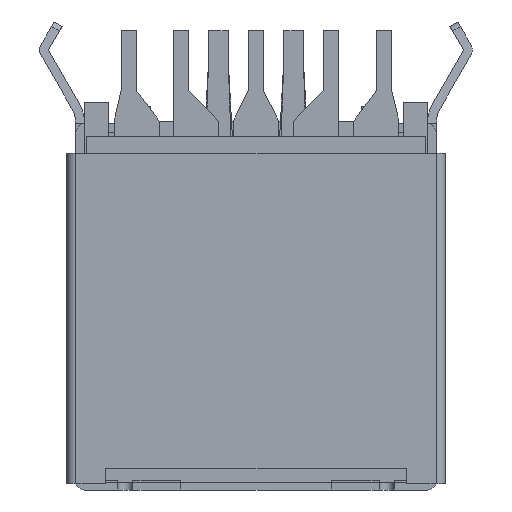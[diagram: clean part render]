
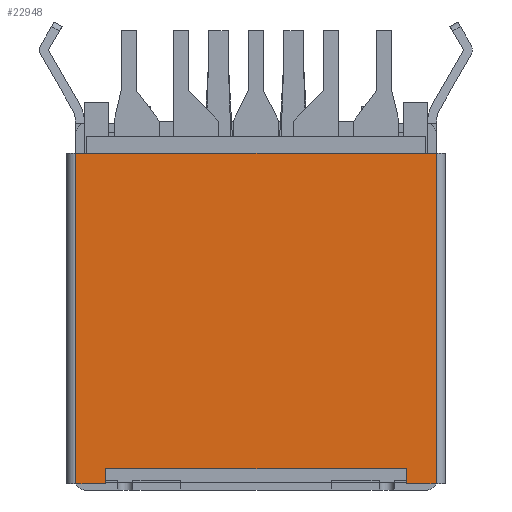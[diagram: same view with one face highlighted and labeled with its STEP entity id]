
A CAD part, left-side view. The second image highlights one B-rep face of the part: STEP entity #22948.
In plain terms, the highlighted planar face has unit normal (-1, 0, 0).
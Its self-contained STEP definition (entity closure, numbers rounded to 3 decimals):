
#234 = VECTOR ( 'NONE', #28944, 1000. ) ;
#2009 = ORIENTED_EDGE ( 'NONE', *, *, #33635, .T. ) ;
#2528 = FACE_OUTER_BOUND ( 'NONE', #15082, .T. ) ;
#4474 = VERTEX_POINT ( 'NONE', #21105 ) ;
#5353 = CARTESIAN_POINT ( 'NONE',  ( -9.675, -5., -7.1 ) ) ;
#7044 = ORIENTED_EDGE ( 'NONE', *, *, #13940, .T. ) ;
#8689 = LINE ( 'NONE', #27400, #33928 ) ;
#9172 = LINE ( 'NONE', #35679, #234 ) ;
#9418 = VECTOR ( 'NONE', #13503, 1000. ) ;
#9528 = CARTESIAN_POINT ( 'NONE',  ( -9.675, 0., -1.6 ) ) ;
#9879 = ORIENTED_EDGE ( 'NONE', *, *, #37291, .T. ) ;
#11573 = LINE ( 'NONE', #16876, #41289 ) ;
#13503 = DIRECTION ( 'NONE',  ( 0., 0., -1. ) ) ;
#13940 = EDGE_CURVE ( 'NONE', #25750, #28708, #43239, .T. ) ;
#14118 = CARTESIAN_POINT ( 'NONE',  ( -9.675, -5.99, -7.1 ) ) ;
#15082 = EDGE_LOOP ( 'NONE', ( #28355, #7044, #43236, #41568, #38742, #31856, #9879, #2009 ) ) ;
#15693 = CARTESIAN_POINT ( 'NONE',  ( -9.675, 5., -6.6 ) ) ;
#16014 = EDGE_CURVE ( 'NONE', #32909, #44133, #41493, .T. ) ;
#16876 = CARTESIAN_POINT ( 'NONE',  ( -9.675, 0., -6.6 ) ) ;
#17076 = PLANE ( 'NONE',  #17228 ) ;
#17228 = AXIS2_PLACEMENT_3D ( 'NONE', #9528, #35237, #41948 ) ;
#17628 = VERTEX_POINT ( 'NONE', #19319 ) ;
#18354 = VECTOR ( 'NONE', #42923, 1000. ) ;
#19319 = CARTESIAN_POINT ( 'NONE',  ( -9.675, 5.99, 3.9 ) ) ;
#21105 = CARTESIAN_POINT ( 'NONE',  ( -9.675, -5., -6.6 ) ) ;
#21584 = VERTEX_POINT ( 'NONE', #33881 ) ;
#22706 = DIRECTION ( 'NONE',  ( 0., 0., 1. ) ) ;
#22948 = ADVANCED_FACE ( 'NONE', ( #2528 ), #17076, .T. ) ;
#23878 = VECTOR ( 'NONE', #46328, 1000. ) ;
#24153 = CARTESIAN_POINT ( 'NONE',  ( -9.675, -5.99, 3.9 ) ) ;
#25750 = VERTEX_POINT ( 'NONE', #14118 ) ;
#26826 = DIRECTION ( 'NONE',  ( 0., 0., 1. ) ) ;
#27113 = DIRECTION ( 'NONE',  ( 0., -1., 0. ) ) ;
#27268 = CARTESIAN_POINT ( 'NONE',  ( -9.675, 5., -7.1 ) ) ;
#27364 = EDGE_CURVE ( 'NONE', #34040, #25750, #43479, .T. ) ;
#27400 = CARTESIAN_POINT ( 'NONE',  ( -9.675, 0., -7.1 ) ) ;
#28355 = ORIENTED_EDGE ( 'NONE', *, *, #27364, .T. ) ;
#28362 = CARTESIAN_POINT ( 'NONE',  ( -9.675, -5., -1.6 ) ) ;
#28708 = VERTEX_POINT ( 'NONE', #24153 ) ;
#28751 = EDGE_CURVE ( 'NONE', #21584, #32909, #8689, .T. ) ;
#28944 = DIRECTION ( 'NONE',  ( 0., 1., 0. ) ) ;
#28993 = EDGE_CURVE ( 'NONE', #28708, #17628, #9172, .T. ) ;
#31311 = LINE ( 'NONE', #28362, #9418 ) ;
#31856 = ORIENTED_EDGE ( 'NONE', *, *, #16014, .T. ) ;
#32909 = VERTEX_POINT ( 'NONE', #27268 ) ;
#33635 = EDGE_CURVE ( 'NONE', #4474, #34040, #31311, .T. ) ;
#33735 = VECTOR ( 'NONE', #22706, 1000. ) ;
#33774 = EDGE_CURVE ( 'NONE', #17628, #21584, #34634, .T. ) ;
#33881 = CARTESIAN_POINT ( 'NONE',  ( -9.675, 5.99, -7.1 ) ) ;
#33905 = CARTESIAN_POINT ( 'NONE',  ( -9.675, 5., -1.6 ) ) ;
#33928 = VECTOR ( 'NONE', #27113, 1000. ) ;
#34040 = VERTEX_POINT ( 'NONE', #5353 ) ;
#34634 = LINE ( 'NONE', #43382, #18354 ) ;
#35237 = DIRECTION ( 'NONE',  ( -1., 0., 0. ) ) ;
#35679 = CARTESIAN_POINT ( 'NONE',  ( -9.675, 0., 3.9 ) ) ;
#37291 = EDGE_CURVE ( 'NONE', #44133, #4474, #11573, .T. ) ;
#38742 = ORIENTED_EDGE ( 'NONE', *, *, #28751, .T. ) ;
#39582 = CARTESIAN_POINT ( 'NONE',  ( -9.675, -5.99, -1.6 ) ) ;
#41289 = VECTOR ( 'NONE', #42207, 1000. ) ;
#41493 = LINE ( 'NONE', #33905, #42001 ) ;
#41568 = ORIENTED_EDGE ( 'NONE', *, *, #33774, .T. ) ;
#41948 = DIRECTION ( 'NONE',  ( 0., -1., 0. ) ) ;
#42001 = VECTOR ( 'NONE', #26826, 1000. ) ;
#42207 = DIRECTION ( 'NONE',  ( 0., -1., 0. ) ) ;
#42923 = DIRECTION ( 'NONE',  ( 0., 0., -1. ) ) ;
#43236 = ORIENTED_EDGE ( 'NONE', *, *, #28993, .T. ) ;
#43239 = LINE ( 'NONE', #39582, #33735 ) ;
#43382 = CARTESIAN_POINT ( 'NONE',  ( -9.675, 5.99, -1.6 ) ) ;
#43479 = LINE ( 'NONE', #46038, #23878 ) ;
#44133 = VERTEX_POINT ( 'NONE', #15693 ) ;
#46038 = CARTESIAN_POINT ( 'NONE',  ( -9.675, 0., -7.1 ) ) ;
#46328 = DIRECTION ( 'NONE',  ( 0., -1., 0. ) ) ;
